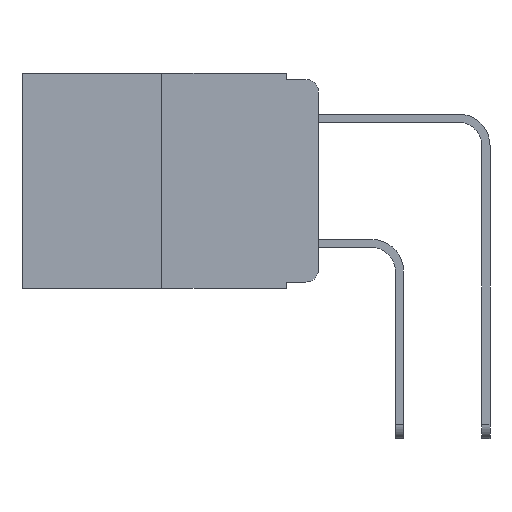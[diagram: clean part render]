
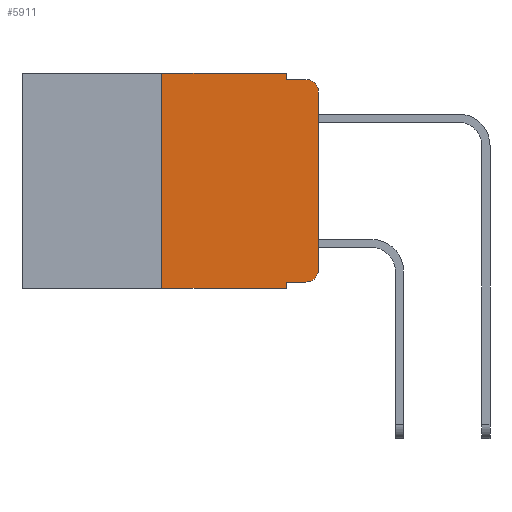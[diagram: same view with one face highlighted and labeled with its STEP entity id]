
A CAD part, left-side view. The second image highlights one B-rep face of the part: STEP entity #5911.
In plain terms, the highlighted planar face has unit normal (-1, 0, 0).
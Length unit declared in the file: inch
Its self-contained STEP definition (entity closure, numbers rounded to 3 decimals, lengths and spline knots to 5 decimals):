
#5 = ORIENTED_EDGE ( 'NONE', *, *, #4652, .F. ) ;
#723 = DIRECTION ( 'NONE',  ( 0., 0., -1. ) ) ;
#737 = AXIS2_PLACEMENT_3D ( 'NONE', #10775, #4445, #11762 ) ;
#819 = ORIENTED_EDGE ( 'NONE', *, *, #4767, .T. ) ;
#1009 = ORIENTED_EDGE ( 'NONE', *, *, #1784, .T. ) ;
#1010 = VECTOR ( 'NONE', #4416, 39.37008 ) ;
#1024 = CARTESIAN_POINT ( 'NONE',  ( 0., 0.051, -0.01 ) ) ;
#1072 = CARTESIAN_POINT ( 'NONE',  ( 0., 0.25, 0. ) ) ;
#1149 = VECTOR ( 'NONE', #13170, 39.37008 ) ;
#1330 = LINE ( 'NONE', #1024, #1010 ) ;
#1751 = AXIS2_PLACEMENT_3D ( 'NONE', #13237, #7134, #723 ) ;
#1758 = EDGE_CURVE ( 'NONE', #4968, #8317, #3061, .T. ) ;
#1784 = EDGE_CURVE ( 'NONE', #11228, #3481, #11768, .T. ) ;
#1793 = CARTESIAN_POINT ( 'NONE',  ( 0., 0., -0.313 ) ) ;
#1984 = ORIENTED_EDGE ( 'NONE', *, *, #1758, .T. ) ;
#2110 = DIRECTION ( 'NONE',  ( 0., 0., 1. ) ) ;
#2235 = CARTESIAN_POINT ( 'NONE',  ( 0., 0.051, 0. ) ) ;
#2290 = CIRCLE ( 'NONE', #737, 0.02 ) ;
#2412 = CARTESIAN_POINT ( 'NONE',  ( 0., 0.051, 0. ) ) ;
#2450 = CARTESIAN_POINT ( 'NONE',  ( 0., 0.051, -0.333 ) ) ;
#2614 = CARTESIAN_POINT ( 'NONE',  ( 0., 0.02, -0.333 ) ) ;
#2801 = LINE ( 'NONE', #8906, #10924 ) ;
#2848 = VERTEX_POINT ( 'NONE', #7110 ) ;
#2929 = EDGE_CURVE ( 'NONE', #7016, #12917, #5059, .T. ) ;
#3061 = LINE ( 'NONE', #11641, #8433 ) ;
#3481 = VERTEX_POINT ( 'NONE', #2614 ) ;
#4315 = LINE ( 'NONE', #12183, #1149 ) ;
#4416 = DIRECTION ( 'NONE',  ( 0., -1., 0. ) ) ;
#4445 = DIRECTION ( 'NONE',  ( -1., 0., 0. ) ) ;
#4652 = EDGE_CURVE ( 'NONE', #12917, #12677, #2801, .T. ) ;
#4654 = LINE ( 'NONE', #1072, #9965 ) ;
#4767 = EDGE_CURVE ( 'NONE', #4823, #2848, #4315, .T. ) ;
#4823 = VERTEX_POINT ( 'NONE', #1793 ) ;
#4949 = LINE ( 'NONE', #2235, #7462 ) ;
#4968 = VERTEX_POINT ( 'NONE', #6353 ) ;
#5059 = LINE ( 'NONE', #9326, #12659 ) ;
#5358 = EDGE_LOOP ( 'NONE', ( #819, #10928, #6468, #5, #9363, #9463, #1984, #8270, #1009, #10212 ) ) ;
#5911 = ADVANCED_FACE ( 'NONE', ( #10090 ), #12228, .F. ) ;
#6039 = DIRECTION ( 'NONE',  ( 1., 0., 0. ) ) ;
#6353 = CARTESIAN_POINT ( 'NONE',  ( 0., 0.25, -0.343 ) ) ;
#6442 = CIRCLE ( 'NONE', #1751, 0.02 ) ;
#6468 = ORIENTED_EDGE ( 'NONE', *, *, #7947, .F. ) ;
#7016 = VERTEX_POINT ( 'NONE', #8883 ) ;
#7110 = CARTESIAN_POINT ( 'NONE',  ( 0., 0., -0.03 ) ) ;
#7134 = DIRECTION ( 'NONE',  ( -1., 0., 0. ) ) ;
#7462 = VECTOR ( 'NONE', #7614, 39.37008 ) ;
#7614 = DIRECTION ( 'NONE',  ( 0., 0., -1. ) ) ;
#7947 = EDGE_CURVE ( 'NONE', #12677, #10720, #1330, .T. ) ;
#8270 = ORIENTED_EDGE ( 'NONE', *, *, #10321, .F. ) ;
#8317 = VERTEX_POINT ( 'NONE', #13250 ) ;
#8433 = VECTOR ( 'NONE', #9432, 39.37008 ) ;
#8883 = CARTESIAN_POINT ( 'NONE',  ( 0., 0.25, 0. ) ) ;
#8906 = CARTESIAN_POINT ( 'NONE',  ( 0., 0.051, 0. ) ) ;
#9189 = CARTESIAN_POINT ( 'NONE',  ( 0., 0.473, 0. ) ) ;
#9326 = CARTESIAN_POINT ( 'NONE',  ( 0., 0.473, 0. ) ) ;
#9363 = ORIENTED_EDGE ( 'NONE', *, *, #2929, .F. ) ;
#9412 = DIRECTION ( 'NONE',  ( 0., -1., 0. ) ) ;
#9432 = DIRECTION ( 'NONE',  ( 0., -1., 0. ) ) ;
#9463 = ORIENTED_EDGE ( 'NONE', *, *, #13305, .F. ) ;
#9965 = VECTOR ( 'NONE', #2110, 39.37008 ) ;
#10090 = FACE_OUTER_BOUND ( 'NONE', #5358, .T. ) ;
#10212 = ORIENTED_EDGE ( 'NONE', *, *, #10832, .T. ) ;
#10321 = EDGE_CURVE ( 'NONE', #11228, #8317, #4949, .T. ) ;
#10474 = CARTESIAN_POINT ( 'NONE',  ( 0., 0.051, -0.01 ) ) ;
#10720 = VERTEX_POINT ( 'NONE', #13235 ) ;
#10775 = CARTESIAN_POINT ( 'NONE',  ( 0., 0.02, -0.03 ) ) ;
#10832 = EDGE_CURVE ( 'NONE', #3481, #4823, #6442, .T. ) ;
#10924 = VECTOR ( 'NONE', #11967, 39.37008 ) ;
#10928 = ORIENTED_EDGE ( 'NONE', *, *, #13498, .T. ) ;
#11228 = VERTEX_POINT ( 'NONE', #2450 ) ;
#11641 = CARTESIAN_POINT ( 'NONE',  ( 0., 0.473, -0.343 ) ) ;
#11762 = DIRECTION ( 'NONE',  ( 0., 0., -1. ) ) ;
#11768 = LINE ( 'NONE', #12769, #13162 ) ;
#11967 = DIRECTION ( 'NONE',  ( 0., 0., -1. ) ) ;
#12183 = CARTESIAN_POINT ( 'NONE',  ( 0., 0., 0. ) ) ;
#12228 = PLANE ( 'NONE',  #12460 ) ;
#12460 = AXIS2_PLACEMENT_3D ( 'NONE', #9189, #6039, #13220 ) ;
#12659 = VECTOR ( 'NONE', #13261, 39.37008 ) ;
#12677 = VERTEX_POINT ( 'NONE', #10474 ) ;
#12769 = CARTESIAN_POINT ( 'NONE',  ( 0., 0.051, -0.333 ) ) ;
#12917 = VERTEX_POINT ( 'NONE', #2412 ) ;
#13162 = VECTOR ( 'NONE', #9412, 39.37008 ) ;
#13170 = DIRECTION ( 'NONE',  ( 0., 0., 1. ) ) ;
#13220 = DIRECTION ( 'NONE',  ( 0., 0., -1. ) ) ;
#13235 = CARTESIAN_POINT ( 'NONE',  ( 0., 0.02, -0.01 ) ) ;
#13237 = CARTESIAN_POINT ( 'NONE',  ( 0., 0.02, -0.313 ) ) ;
#13250 = CARTESIAN_POINT ( 'NONE',  ( 0., 0.051, -0.343 ) ) ;
#13261 = DIRECTION ( 'NONE',  ( 0., -1., 0. ) ) ;
#13305 = EDGE_CURVE ( 'NONE', #4968, #7016, #4654, .T. ) ;
#13498 = EDGE_CURVE ( 'NONE', #2848, #10720, #2290, .T. ) ;
